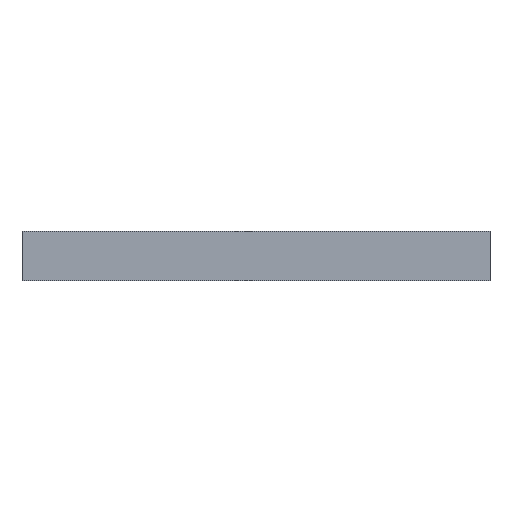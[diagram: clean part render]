
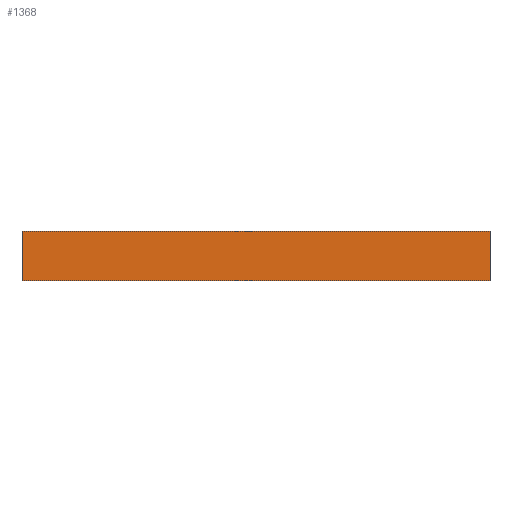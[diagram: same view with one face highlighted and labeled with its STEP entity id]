
A CAD part, front view. The second image highlights one B-rep face of the part: STEP entity #1368.
In plain terms, the highlighted planar face has unit normal (0, -1, 0).
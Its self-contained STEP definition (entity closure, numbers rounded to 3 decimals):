
#84 = PLANE('',#85);
#85 = AXIS2_PLACEMENT_3D('',#86,#87,#88);
#86 = CARTESIAN_POINT('',(148.501,-104.272,1.6));
#87 = DIRECTION('',(-0.,-0.,-1.));
#88 = DIRECTION('',(-1.,0.,0.));
#143 = PLANE('',#144);
#144 = AXIS2_PLACEMENT_3D('',#145,#146,#147);
#145 = CARTESIAN_POINT('',(148.501,-104.272,0.));
#146 = DIRECTION('',(-0.,-0.,-1.));
#147 = DIRECTION('',(-1.,0.,0.));
#401 = VERTEX_POINT('',#402);
#402 = CARTESIAN_POINT('',(156.121,-120.679,0.));
#416 = PLANE('',#417);
#417 = AXIS2_PLACEMENT_3D('',#418,#419,#420);
#418 = CARTESIAN_POINT('',(156.121,-120.679,0.));
#419 = DIRECTION('',(-1.,0.,0.));
#420 = DIRECTION('',(0.,1.,0.));
#428 = EDGE_CURVE('',#429,#401,#431,.T.);
#429 = VERTEX_POINT('',#430);
#430 = CARTESIAN_POINT('',(140.881,-120.679,0.));
#431 = SURFACE_CURVE('',#432,(#436,#443),.PCURVE_S1.);
#432 = LINE('',#433,#434);
#433 = CARTESIAN_POINT('',(140.881,-120.679,0.));
#434 = VECTOR('',#435,1.);
#435 = DIRECTION('',(1.,0.,0.));
#436 = PCURVE('',#143,#437);
#437 = DEFINITIONAL_REPRESENTATION('',(#438),#442);
#438 = LINE('',#439,#440);
#439 = CARTESIAN_POINT('',(7.62,-16.407));
#440 = VECTOR('',#441,1.);
#441 = DIRECTION('',(-1.,0.));
#442 = ( GEOMETRIC_REPRESENTATION_CONTEXT(2) 
PARAMETRIC_REPRESENTATION_CONTEXT() REPRESENTATION_CONTEXT('2D SPACE',''
  ) );
#443 = PCURVE('',#444,#449);
#444 = PLANE('',#445);
#445 = AXIS2_PLACEMENT_3D('',#446,#447,#448);
#446 = CARTESIAN_POINT('',(140.881,-120.679,0.));
#447 = DIRECTION('',(0.,1.,0.));
#448 = DIRECTION('',(1.,0.,0.));
#449 = DEFINITIONAL_REPRESENTATION('',(#450),#454);
#450 = LINE('',#451,#452);
#451 = CARTESIAN_POINT('',(0.,0.));
#452 = VECTOR('',#453,1.);
#453 = DIRECTION('',(1.,0.));
#454 = ( GEOMETRIC_REPRESENTATION_CONTEXT(2) 
PARAMETRIC_REPRESENTATION_CONTEXT() REPRESENTATION_CONTEXT('2D SPACE',''
  ) );
#472 = PLANE('',#473);
#473 = AXIS2_PLACEMENT_3D('',#474,#475,#476);
#474 = CARTESIAN_POINT('',(140.881,-89.329,0.));
#475 = DIRECTION('',(1.,0.,-0.));
#476 = DIRECTION('',(0.,-1.,0.));
#901 = VERTEX_POINT('',#902);
#902 = CARTESIAN_POINT('',(156.121,-120.679,1.6));
#923 = EDGE_CURVE('',#924,#901,#926,.T.);
#924 = VERTEX_POINT('',#925);
#925 = CARTESIAN_POINT('',(140.881,-120.679,1.6));
#926 = SURFACE_CURVE('',#927,(#931,#938),.PCURVE_S1.);
#927 = LINE('',#928,#929);
#928 = CARTESIAN_POINT('',(140.881,-120.679,1.6));
#929 = VECTOR('',#930,1.);
#930 = DIRECTION('',(1.,0.,0.));
#931 = PCURVE('',#84,#932);
#932 = DEFINITIONAL_REPRESENTATION('',(#933),#937);
#933 = LINE('',#934,#935);
#934 = CARTESIAN_POINT('',(7.62,-16.407));
#935 = VECTOR('',#936,1.);
#936 = DIRECTION('',(-1.,0.));
#937 = ( GEOMETRIC_REPRESENTATION_CONTEXT(2) 
PARAMETRIC_REPRESENTATION_CONTEXT() REPRESENTATION_CONTEXT('2D SPACE',''
  ) );
#938 = PCURVE('',#444,#939);
#939 = DEFINITIONAL_REPRESENTATION('',(#940),#944);
#940 = LINE('',#941,#942);
#941 = CARTESIAN_POINT('',(0.,-1.6));
#942 = VECTOR('',#943,1.);
#943 = DIRECTION('',(1.,0.));
#944 = ( GEOMETRIC_REPRESENTATION_CONTEXT(2) 
PARAMETRIC_REPRESENTATION_CONTEXT() REPRESENTATION_CONTEXT('2D SPACE',''
  ) );
#1320 = EDGE_CURVE('',#429,#924,#1321,.T.);
#1321 = SURFACE_CURVE('',#1322,(#1326,#1333),.PCURVE_S1.);
#1322 = LINE('',#1323,#1324);
#1323 = CARTESIAN_POINT('',(140.881,-120.679,0.));
#1324 = VECTOR('',#1325,1.);
#1325 = DIRECTION('',(0.,0.,1.));
#1326 = PCURVE('',#472,#1327);
#1327 = DEFINITIONAL_REPRESENTATION('',(#1328),#1332);
#1328 = LINE('',#1329,#1330);
#1329 = CARTESIAN_POINT('',(31.35,0.));
#1330 = VECTOR('',#1331,1.);
#1331 = DIRECTION('',(0.,-1.));
#1332 = ( GEOMETRIC_REPRESENTATION_CONTEXT(2) 
PARAMETRIC_REPRESENTATION_CONTEXT() REPRESENTATION_CONTEXT('2D SPACE',''
  ) );
#1333 = PCURVE('',#444,#1334);
#1334 = DEFINITIONAL_REPRESENTATION('',(#1335),#1339);
#1335 = LINE('',#1336,#1337);
#1336 = CARTESIAN_POINT('',(0.,0.));
#1337 = VECTOR('',#1338,1.);
#1338 = DIRECTION('',(0.,-1.));
#1339 = ( GEOMETRIC_REPRESENTATION_CONTEXT(2) 
PARAMETRIC_REPRESENTATION_CONTEXT() REPRESENTATION_CONTEXT('2D SPACE',''
  ) );
#1368 = ADVANCED_FACE('',(#1369),#444,.F.);
#1369 = FACE_BOUND('',#1370,.F.);
#1370 = EDGE_LOOP('',(#1371,#1372,#1373,#1394));
#1371 = ORIENTED_EDGE('',*,*,#1320,.T.);
#1372 = ORIENTED_EDGE('',*,*,#923,.T.);
#1373 = ORIENTED_EDGE('',*,*,#1374,.F.);
#1374 = EDGE_CURVE('',#401,#901,#1375,.T.);
#1375 = SURFACE_CURVE('',#1376,(#1380,#1387),.PCURVE_S1.);
#1376 = LINE('',#1377,#1378);
#1377 = CARTESIAN_POINT('',(156.121,-120.679,0.));
#1378 = VECTOR('',#1379,1.);
#1379 = DIRECTION('',(0.,0.,1.));
#1380 = PCURVE('',#444,#1381);
#1381 = DEFINITIONAL_REPRESENTATION('',(#1382),#1386);
#1382 = LINE('',#1383,#1384);
#1383 = CARTESIAN_POINT('',(15.24,0.));
#1384 = VECTOR('',#1385,1.);
#1385 = DIRECTION('',(0.,-1.));
#1386 = ( GEOMETRIC_REPRESENTATION_CONTEXT(2) 
PARAMETRIC_REPRESENTATION_CONTEXT() REPRESENTATION_CONTEXT('2D SPACE',''
  ) );
#1387 = PCURVE('',#416,#1388);
#1388 = DEFINITIONAL_REPRESENTATION('',(#1389),#1393);
#1389 = LINE('',#1390,#1391);
#1390 = CARTESIAN_POINT('',(0.,0.));
#1391 = VECTOR('',#1392,1.);
#1392 = DIRECTION('',(0.,-1.));
#1393 = ( GEOMETRIC_REPRESENTATION_CONTEXT(2) 
PARAMETRIC_REPRESENTATION_CONTEXT() REPRESENTATION_CONTEXT('2D SPACE',''
  ) );
#1394 = ORIENTED_EDGE('',*,*,#428,.F.);
